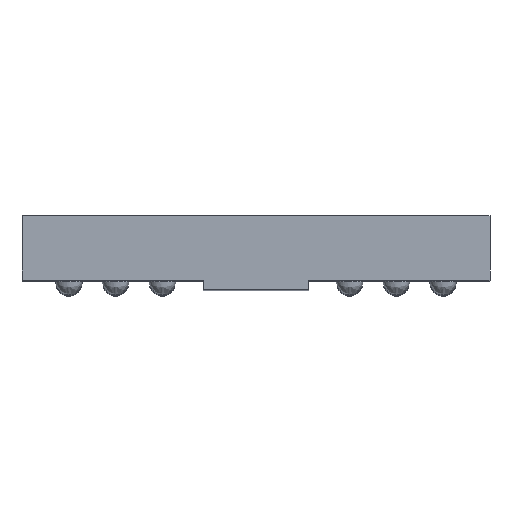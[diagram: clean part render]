
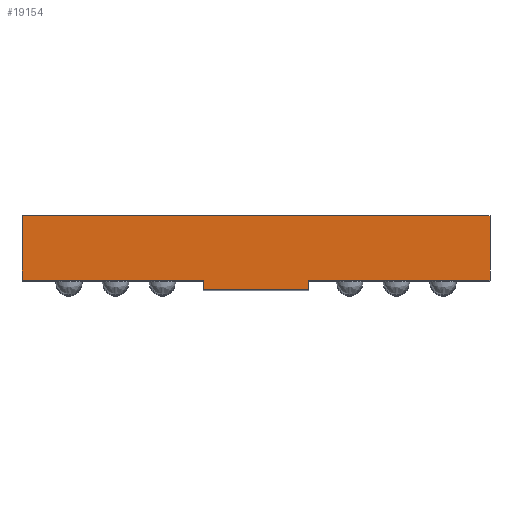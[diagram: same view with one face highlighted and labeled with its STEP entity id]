
A CAD part, top view. The second image highlights one B-rep face of the part: STEP entity #19154.
In plain terms, the highlighted planar face has unit normal (0, 0, 1).
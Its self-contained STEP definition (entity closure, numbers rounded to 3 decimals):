
#364 = LINE ( 'NONE', #2248, #6796 ) ;
#817 = ORIENTED_EDGE ( 'NONE', *, *, #21242, .F. ) ;
#1291 = VECTOR ( 'NONE', #12675, 1000. ) ;
#2248 = CARTESIAN_POINT ( 'NONE',  ( 0., 0., 7. ) ) ;
#3075 = DIRECTION ( 'NONE',  ( -1., 0., 0. ) ) ;
#3869 = VECTOR ( 'NONE', #9650, 1000. ) ;
#4240 = VERTEX_POINT ( 'NONE', #22485 ) ;
#4257 = DIRECTION ( 'NONE',  ( -1., 0., 0. ) ) ;
#4354 = VERTEX_POINT ( 'NONE', #13583 ) ;
#4405 = VERTEX_POINT ( 'NONE', #4820 ) ;
#4639 = VECTOR ( 'NONE', #4731, 1000. ) ;
#4731 = DIRECTION ( 'NONE',  ( 1., 0., 0. ) ) ;
#4820 = CARTESIAN_POINT ( 'NONE',  ( -4., 1.1, 7. ) ) ;
#4905 = VERTEX_POINT ( 'NONE', #10138 ) ;
#5192 = ORIENTED_EDGE ( 'NONE', *, *, #12907, .T. ) ;
#5831 = EDGE_CURVE ( 'NONE', #9951, #4240, #364, .T. ) ;
#6113 = LINE ( 'NONE', #19127, #13311 ) ;
#6376 = VERTEX_POINT ( 'NONE', #19084 ) ;
#6796 = VECTOR ( 'NONE', #4257, 1000. ) ;
#7896 = DIRECTION ( 'NONE',  ( 0., 1., 0. ) ) ;
#8456 = CARTESIAN_POINT ( 'NONE',  ( 4., 1.1, 7. ) ) ;
#8884 = LINE ( 'NONE', #22136, #10810 ) ;
#8963 = CARTESIAN_POINT ( 'NONE',  ( 0., 1.1, 7. ) ) ;
#9426 = LINE ( 'NONE', #9538, #3869 ) ;
#9427 = EDGE_CURVE ( 'NONE', #24753, #9951, #9426, .T. ) ;
#9538 = CARTESIAN_POINT ( 'NONE',  ( 4., 1.1, 7. ) ) ;
#9650 = DIRECTION ( 'NONE',  ( 0., -1., 0. ) ) ;
#9935 = ORIENTED_EDGE ( 'NONE', *, *, #13198, .F. ) ;
#9951 = VERTEX_POINT ( 'NONE', #18418 ) ;
#10138 = CARTESIAN_POINT ( 'NONE',  ( -0.9, 0., 7. ) ) ;
#10306 = ORIENTED_EDGE ( 'NONE', *, *, #14757, .F. ) ;
#10774 = LINE ( 'NONE', #12411, #1291 ) ;
#10810 = VECTOR ( 'NONE', #16398, 1000. ) ;
#10935 = LINE ( 'NONE', #22061, #15008 ) ;
#11205 = EDGE_LOOP ( 'NONE', ( #5192, #9935, #22344, #15987, #11368, #13251, #817, #10306 ) ) ;
#11368 = ORIENTED_EDGE ( 'NONE', *, *, #9427, .F. ) ;
#12066 = VECTOR ( 'NONE', #7896, 1000. ) ;
#12411 = CARTESIAN_POINT ( 'NONE',  ( -0.9, -0.155, 7. ) ) ;
#12675 = DIRECTION ( 'NONE',  ( 0., -1., 0. ) ) ;
#12907 = EDGE_CURVE ( 'NONE', #4905, #6376, #10774, .T. ) ;
#13198 = EDGE_CURVE ( 'NONE', #4354, #6376, #8884, .T. ) ;
#13251 = ORIENTED_EDGE ( 'NONE', *, *, #24755, .F. ) ;
#13311 = VECTOR ( 'NONE', #19383, 1000. ) ;
#13583 = CARTESIAN_POINT ( 'NONE',  ( 0.9, -0.155, 7. ) ) ;
#13747 = PLANE ( 'NONE',  #21735 ) ;
#14757 = EDGE_CURVE ( 'NONE', #4905, #18634, #10935, .T. ) ;
#15008 = VECTOR ( 'NONE', #3075, 1000. ) ;
#15400 = DIRECTION ( 'NONE',  ( 0., 0., -1. ) ) ;
#15412 = LINE ( 'NONE', #23239, #12066 ) ;
#15640 = FACE_OUTER_BOUND ( 'NONE', #11205, .T. ) ;
#15987 = ORIENTED_EDGE ( 'NONE', *, *, #5831, .F. ) ;
#16398 = DIRECTION ( 'NONE',  ( -1., 0., 0. ) ) ;
#18418 = CARTESIAN_POINT ( 'NONE',  ( 4., 0., 7. ) ) ;
#18634 = VERTEX_POINT ( 'NONE', #22058 ) ;
#19084 = CARTESIAN_POINT ( 'NONE',  ( -0.9, -0.155, 7. ) ) ;
#19127 = CARTESIAN_POINT ( 'NONE',  ( -4., 1.1, 7. ) ) ;
#19135 = CARTESIAN_POINT ( 'NONE',  ( -4., 1.1, 7. ) ) ;
#19154 = ADVANCED_FACE ( 'NONE', ( #15640 ), #13747, .F. ) ;
#19383 = DIRECTION ( 'NONE',  ( 0., 1., 0. ) ) ;
#20700 = EDGE_CURVE ( 'NONE', #4354, #4240, #15412, .T. ) ;
#21242 = EDGE_CURVE ( 'NONE', #18634, #4405, #6113, .T. ) ;
#21735 = AXIS2_PLACEMENT_3D ( 'NONE', #19135, #15400, #23112 ) ;
#21835 = LINE ( 'NONE', #8963, #4639 ) ;
#22058 = CARTESIAN_POINT ( 'NONE',  ( -4., 0., 7. ) ) ;
#22061 = CARTESIAN_POINT ( 'NONE',  ( -4., 0., 7. ) ) ;
#22136 = CARTESIAN_POINT ( 'NONE',  ( -4., -0.155, 7. ) ) ;
#22344 = ORIENTED_EDGE ( 'NONE', *, *, #20700, .T. ) ;
#22485 = CARTESIAN_POINT ( 'NONE',  ( 0.9, 0., 7. ) ) ;
#23112 = DIRECTION ( 'NONE',  ( -1., 0., 0. ) ) ;
#23239 = CARTESIAN_POINT ( 'NONE',  ( 0.9, -0.155, 7. ) ) ;
#24753 = VERTEX_POINT ( 'NONE', #8456 ) ;
#24755 = EDGE_CURVE ( 'NONE', #4405, #24753, #21835, .T. ) ;
